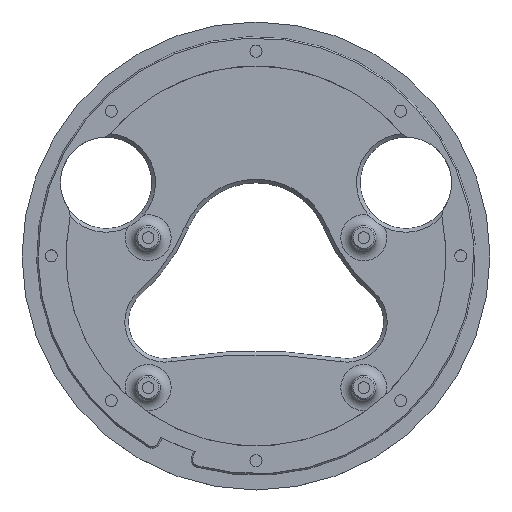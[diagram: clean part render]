
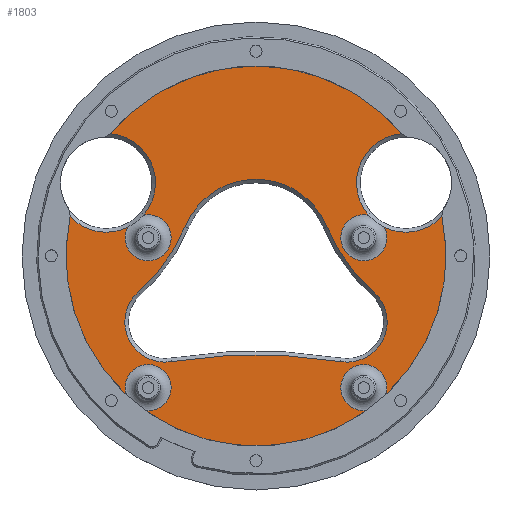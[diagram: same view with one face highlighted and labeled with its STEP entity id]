
A CAD part, top view. The second image highlights one B-rep face of the part: STEP entity #1803.
In plain terms, the highlighted planar face has unit normal (0, 0, 1).
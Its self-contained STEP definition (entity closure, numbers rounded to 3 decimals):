
#104=FACE_BOUND('',#350,.T.);
#114=PLANE('',#2032);
#198=FACE_OUTER_BOUND('',#349,.T.);
#349=EDGE_LOOP('',(#1447,#1448,#1449,#1450,#1451,#1452,#1453,#1454,#1455,
#1456,#1457,#1458,#1459,#1460,#1461,#1462));
#350=EDGE_LOOP('',(#1463,#1464,#1465,#1466,#1467,#1468));
#700=CIRCLE('',#2004,13.5);
#701=CIRCLE('',#2006,13.5);
#702=CIRCLE('',#2009,52.);
#703=CIRCLE('',#2010,52.);
#704=CIRCLE('',#2011,52.);
#721=CIRCLE('',#2030,6.3);
#722=CIRCLE('',#2031,6.3);
#723=CIRCLE('',#2033,52.);
#724=CIRCLE('',#2034,13.5);
#725=CIRCLE('',#2035,6.3);
#726=CIRCLE('',#2036,6.3);
#727=CIRCLE('',#2037,13.5);
#728=CIRCLE('',#2038,6.3);
#729=CIRCLE('',#2039,6.3);
#730=CIRCLE('',#2040,6.3);
#731=CIRCLE('',#2041,6.3);
#732=CIRCLE('',#2042,21.);
#733=CIRCLE('',#2043,47.696);
#734=CIRCLE('',#2044,11.);
#735=CIRCLE('',#2045,142.);
#736=CIRCLE('',#2046,11.);
#737=CIRCLE('',#2047,47.696);
#853=VERTEX_POINT('',#3057);
#854=VERTEX_POINT('',#3059);
#855=VERTEX_POINT('',#3089);
#856=VERTEX_POINT('',#3098);
#859=VERTEX_POINT('',#3114);
#860=VERTEX_POINT('',#3116);
#861=VERTEX_POINT('',#3129);
#862=VERTEX_POINT('',#3131);
#863=VERTEX_POINT('',#3144);
#882=VERTEX_POINT('',#3190);
#883=VERTEX_POINT('',#3195);
#884=VERTEX_POINT('',#3197);
#885=VERTEX_POINT('',#3199);
#886=VERTEX_POINT('',#3201);
#887=VERTEX_POINT('',#3204);
#888=VERTEX_POINT('',#3207);
#889=VERTEX_POINT('',#3210);
#890=VERTEX_POINT('',#3211);
#891=VERTEX_POINT('',#3213);
#892=VERTEX_POINT('',#3215);
#893=VERTEX_POINT('',#3217);
#894=VERTEX_POINT('',#3219);
#1053=EDGE_CURVE('',#853,#854,#700,.T.);
#1057=EDGE_CURVE('',#856,#855,#701,.T.);
#1062=EDGE_CURVE('',#854,#859,#702,.T.);
#1064=EDGE_CURVE('',#860,#861,#703,.T.);
#1066=EDGE_CURVE('',#862,#863,#704,.T.);
#1089=EDGE_CURVE('',#882,#853,#721,.T.);
#1090=EDGE_CURVE('',#855,#882,#722,.T.);
#1091=EDGE_CURVE('',#883,#856,#723,.T.);
#1092=EDGE_CURVE('',#884,#883,#724,.T.);
#1093=EDGE_CURVE('',#885,#884,#725,.T.);
#1094=EDGE_CURVE('',#886,#885,#726,.T.);
#1095=EDGE_CURVE('',#863,#886,#727,.T.);
#1096=EDGE_CURVE('',#887,#862,#728,.T.);
#1097=EDGE_CURVE('',#861,#887,#729,.T.);
#1098=EDGE_CURVE('',#888,#860,#730,.T.);
#1099=EDGE_CURVE('',#859,#888,#731,.T.);
#1100=EDGE_CURVE('',#889,#890,#732,.T.);
#1101=EDGE_CURVE('',#891,#889,#733,.T.);
#1102=EDGE_CURVE('',#892,#891,#734,.T.);
#1103=EDGE_CURVE('',#893,#892,#735,.T.);
#1104=EDGE_CURVE('',#894,#893,#736,.T.);
#1105=EDGE_CURVE('',#890,#894,#737,.T.);
#1447=ORIENTED_EDGE('',*,*,#1053,.F.);
#1448=ORIENTED_EDGE('',*,*,#1089,.F.);
#1449=ORIENTED_EDGE('',*,*,#1090,.F.);
#1450=ORIENTED_EDGE('',*,*,#1057,.F.);
#1451=ORIENTED_EDGE('',*,*,#1091,.F.);
#1452=ORIENTED_EDGE('',*,*,#1092,.F.);
#1453=ORIENTED_EDGE('',*,*,#1093,.F.);
#1454=ORIENTED_EDGE('',*,*,#1094,.F.);
#1455=ORIENTED_EDGE('',*,*,#1095,.F.);
#1456=ORIENTED_EDGE('',*,*,#1066,.F.);
#1457=ORIENTED_EDGE('',*,*,#1096,.F.);
#1458=ORIENTED_EDGE('',*,*,#1097,.F.);
#1459=ORIENTED_EDGE('',*,*,#1064,.F.);
#1460=ORIENTED_EDGE('',*,*,#1098,.F.);
#1461=ORIENTED_EDGE('',*,*,#1099,.F.);
#1462=ORIENTED_EDGE('',*,*,#1062,.F.);
#1463=ORIENTED_EDGE('',*,*,#1100,.F.);
#1464=ORIENTED_EDGE('',*,*,#1101,.F.);
#1465=ORIENTED_EDGE('',*,*,#1102,.F.);
#1466=ORIENTED_EDGE('',*,*,#1103,.F.);
#1467=ORIENTED_EDGE('',*,*,#1104,.F.);
#1468=ORIENTED_EDGE('',*,*,#1105,.F.);
#1803=ADVANCED_FACE('',(#198,#104),#114,.T.);
#2004=AXIS2_PLACEMENT_3D('',#3060,#2432,#2433);
#2006=AXIS2_PLACEMENT_3D('',#3099,#2437,#2438);
#2009=AXIS2_PLACEMENT_3D('',#3115,#2445,#2446);
#2010=AXIS2_PLACEMENT_3D('',#3130,#2447,#2448);
#2011=AXIS2_PLACEMENT_3D('',#3145,#2449,#2450);
#2030=AXIS2_PLACEMENT_3D('',#3192,#2492,#2493);
#2031=AXIS2_PLACEMENT_3D('',#3193,#2494,#2495);
#2032=AXIS2_PLACEMENT_3D('',#3194,#2496,#2497);
#2033=AXIS2_PLACEMENT_3D('',#3196,#2498,#2499);
#2034=AXIS2_PLACEMENT_3D('',#3198,#2500,#2501);
#2035=AXIS2_PLACEMENT_3D('',#3200,#2502,#2503);
#2036=AXIS2_PLACEMENT_3D('',#3202,#2504,#2505);
#2037=AXIS2_PLACEMENT_3D('',#3203,#2506,#2507);
#2038=AXIS2_PLACEMENT_3D('',#3205,#2508,#2509);
#2039=AXIS2_PLACEMENT_3D('',#3206,#2510,#2511);
#2040=AXIS2_PLACEMENT_3D('',#3208,#2512,#2513);
#2041=AXIS2_PLACEMENT_3D('',#3209,#2514,#2515);
#2042=AXIS2_PLACEMENT_3D('',#3212,#2516,#2517);
#2043=AXIS2_PLACEMENT_3D('',#3214,#2518,#2519);
#2044=AXIS2_PLACEMENT_3D('',#3216,#2520,#2521);
#2045=AXIS2_PLACEMENT_3D('',#3218,#2522,#2523);
#2046=AXIS2_PLACEMENT_3D('',#3220,#2524,#2525);
#2047=AXIS2_PLACEMENT_3D('',#3221,#2526,#2527);
#2432=DIRECTION('center_axis',(0.,0.,1.));
#2433=DIRECTION('ref_axis',(-1.,0.,0.));
#2437=DIRECTION('center_axis',(0.,0.,1.));
#2438=DIRECTION('ref_axis',(-1.,0.,0.));
#2445=DIRECTION('center_axis',(0.,0.,-1.));
#2446=DIRECTION('ref_axis',(1.,0.,0.));
#2447=DIRECTION('center_axis',(0.,0.,-1.));
#2448=DIRECTION('ref_axis',(1.,0.,0.));
#2449=DIRECTION('center_axis',(0.,0.,-1.));
#2450=DIRECTION('ref_axis',(1.,0.,0.));
#2492=DIRECTION('center_axis',(0.,0.,1.));
#2493=DIRECTION('ref_axis',(-1.,0.,0.));
#2494=DIRECTION('center_axis',(0.,0.,1.));
#2495=DIRECTION('ref_axis',(-1.,0.,0.));
#2496=DIRECTION('center_axis',(0.,0.,1.));
#2497=DIRECTION('ref_axis',(1.,0.,0.));
#2498=DIRECTION('center_axis',(0.,0.,-1.));
#2499=DIRECTION('ref_axis',(1.,0.,0.));
#2500=DIRECTION('center_axis',(0.,0.,1.));
#2501=DIRECTION('ref_axis',(1.,0.,0.));
#2502=DIRECTION('center_axis',(0.,0.,1.));
#2503=DIRECTION('ref_axis',(-1.,0.,0.));
#2504=DIRECTION('center_axis',(0.,0.,1.));
#2505=DIRECTION('ref_axis',(-1.,0.,0.));
#2506=DIRECTION('center_axis',(0.,0.,1.));
#2507=DIRECTION('ref_axis',(1.,0.,0.));
#2508=DIRECTION('center_axis',(0.,0.,1.));
#2509=DIRECTION('ref_axis',(-1.,0.,0.));
#2510=DIRECTION('center_axis',(0.,0.,1.));
#2511=DIRECTION('ref_axis',(-1.,0.,0.));
#2512=DIRECTION('center_axis',(0.,0.,1.));
#2513=DIRECTION('ref_axis',(-1.,0.,0.));
#2514=DIRECTION('center_axis',(0.,0.,1.));
#2515=DIRECTION('ref_axis',(-1.,0.,0.));
#2516=DIRECTION('center_axis',(0.,0.,1.));
#2517=DIRECTION('ref_axis',(1.,0.,0.));
#2518=DIRECTION('center_axis',(0.,0.,-1.));
#2519=DIRECTION('ref_axis',(-0.894,0.449,0.));
#2520=DIRECTION('center_axis',(0.,0.,1.));
#2521=DIRECTION('ref_axis',(1.,0.,0.));
#2522=DIRECTION('center_axis',(0.,0.,-1.));
#2523=DIRECTION('ref_axis',(0.287,0.958,0.));
#2524=DIRECTION('center_axis',(0.,0.,1.));
#2525=DIRECTION('ref_axis',(-1.,0.,0.));
#2526=DIRECTION('center_axis',(0.,0.,-1.));
#2527=DIRECTION('ref_axis',(0.319,-0.948,0.));
#3057=CARTESIAN_POINT('',(35.119,7.848,3.));
#3059=CARTESIAN_POINT('',(50.869,10.788,3.));
#3060=CARTESIAN_POINT('Origin',(41.,20.,3.));
#3089=CARTESIAN_POINT('',(30.791,11.166,3.));
#3098=CARTESIAN_POINT('',(39.815,33.448,3.));
#3099=CARTESIAN_POINT('Origin',(41.,20.,3.));
#3114=CARTESIAN_POINT('',(35.464,-38.03,3.));
#3115=CARTESIAN_POINT('Origin',(0.,0.,3.));
#3116=CARTESIAN_POINT('',(30.319,-42.247,3.));
#3129=CARTESIAN_POINT('',(-30.319,-42.247,3.));
#3130=CARTESIAN_POINT('Origin',(0.,0.,3.));
#3131=CARTESIAN_POINT('',(-35.464,-38.03,3.));
#3144=CARTESIAN_POINT('',(-50.869,10.788,3.));
#3145=CARTESIAN_POINT('Origin',(0.,0.,3.));
#3190=CARTESIAN_POINT('',(35.8,5.,3.));
#3192=CARTESIAN_POINT('Origin',(29.5,5.,3.));
#3193=CARTESIAN_POINT('Origin',(29.5,5.,3.));
#3194=CARTESIAN_POINT('Origin',(0.,0.,3.));
#3195=CARTESIAN_POINT('',(-39.815,33.448,3.));
#3196=CARTESIAN_POINT('Origin',(0.,0.,3.));
#3197=CARTESIAN_POINT('',(-30.791,11.166,3.));
#3198=CARTESIAN_POINT('Origin',(-41.,20.,3.));
#3199=CARTESIAN_POINT('',(-23.2,5.,3.));
#3200=CARTESIAN_POINT('Origin',(-29.5,5.,3.));
#3201=CARTESIAN_POINT('',(-35.119,7.848,3.));
#3202=CARTESIAN_POINT('Origin',(-29.5,5.,3.));
#3203=CARTESIAN_POINT('Origin',(-41.,20.,3.));
#3204=CARTESIAN_POINT('',(-23.2,-36.,3.));
#3205=CARTESIAN_POINT('Origin',(-29.5,-36.,3.));
#3206=CARTESIAN_POINT('Origin',(-29.5,-36.,3.));
#3207=CARTESIAN_POINT('',(35.8,-36.,3.));
#3208=CARTESIAN_POINT('Origin',(29.5,-36.,3.));
#3209=CARTESIAN_POINT('Origin',(29.5,-36.,3.));
#3210=CARTESIAN_POINT('',(19.418,7.996,3.));
#3211=CARTESIAN_POINT('',(-19.418,7.996,3.));
#3212=CARTESIAN_POINT('Origin',(0.,0.,3.));
#3213=CARTESIAN_POINT('',(32.134,-9.757,3.));
#3214=CARTESIAN_POINT('Origin',(63.522,26.156,3.));
#3215=CARTESIAN_POINT('',(23.105,-28.892,3.));
#3216=CARTESIAN_POINT('Origin',(24.895,-18.039,3.));
#3217=CARTESIAN_POINT('',(-23.105,-28.892,3.));
#3218=CARTESIAN_POINT('Origin',(0.,-169.,
3.));
#3219=CARTESIAN_POINT('',(-32.134,-9.757,3.));
#3220=CARTESIAN_POINT('Origin',(-24.895,-18.039,3.));
#3221=CARTESIAN_POINT('Origin',(-63.522,26.156,3.));
